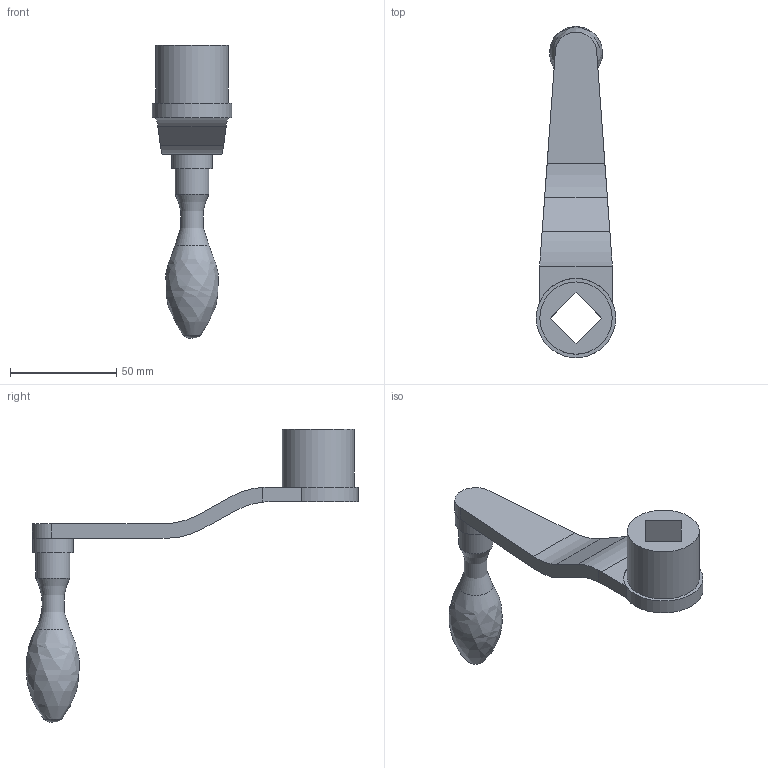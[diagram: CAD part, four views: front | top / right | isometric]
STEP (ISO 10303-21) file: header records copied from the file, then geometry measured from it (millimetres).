
FILE_DESCRIPTION( ( 'STEP AP214' ), '1' );
FILE_NAME( 'K0684.212X17__D2_.stp', '2020-12-09T11:32:58', ( '' ), ( '' ), ' ', 'PARTsolutions', ' ' );
FILE_SCHEMA( ( 'AUTOMOTIVE_DESIGN { 1 0 10303 214 1 1 1 1 }' ) );
Length unit declared in the file: millimetre
Products named in the file (1): _K0684.212X17 (D2)
Bounding box: 37.4 x 156.35 x 138 mm (x, y, z)
Volume: 67199.7 mm3; surface area: 20502.5 mm2
Topology: 1 solids, 1 shells, 32 faces, 79 edges, 52 vertices
Faces by surface type: plane 19, cylinder 10, sphere 1, bspline 1, torus 1
Full cylindrical faces by diameter (mm): 16 x1, 19.2 x1, 34 x1, 37.4 x1
Entity records: 1205 total; most frequent: CARTESIAN_POINT 181, DIRECTION 162, ORIENTED_EDGE 140, EDGE_CURVE 70, AXIS2_PLACEMENT_3D 60, VERTEX_POINT 51, EDGE_LOOP 44, LINE 42
